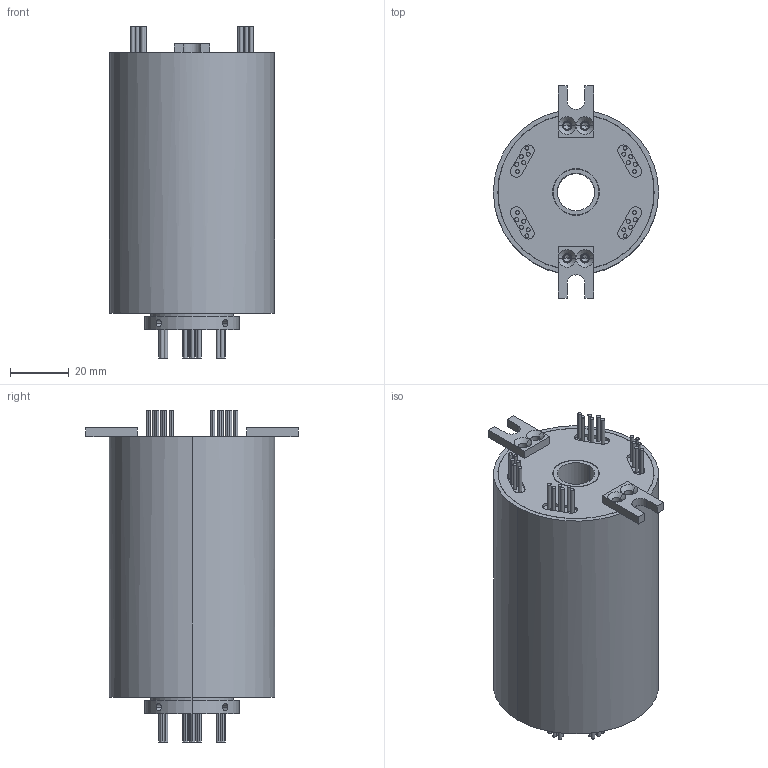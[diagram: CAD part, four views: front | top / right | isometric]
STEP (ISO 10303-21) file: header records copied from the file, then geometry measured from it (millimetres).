
FILE_DESCRIPTION (( 'STEP AP214' ), '1' );
FILE_NAME ('RT1256-S24.STEP', '2020-07-16T03:47:37', ( 'admin321' ), ( '' ), 'SwSTEP 2.0', 'SolidWorks 2014', '' );
FILE_SCHEMA (( 'AUTOMOTIVE_DESIGN' ));
Length unit declared in the file: millimetre
Products named in the file (1): RT1256-S24
Bounding box: 56 x 72 x 112.6 mm (x, y, z)
Volume: 211086.9 mm3; surface area: 29999 mm2
Topology: 1 solids, 1 shells, 295 faces, 658 edges, 420 vertices
Faces by surface type: cylinder 176, plane 103, cone 16
Entity records: 8746 total; most frequent: CARTESIAN_POINT 1662, DIRECTION 1586, ORIENTED_EDGE 1300, AXIS2_PLACEMENT_3D 656, EDGE_CURVE 650, VERTEX_POINT 420, EDGE_LOOP 372, CIRCLE 360
